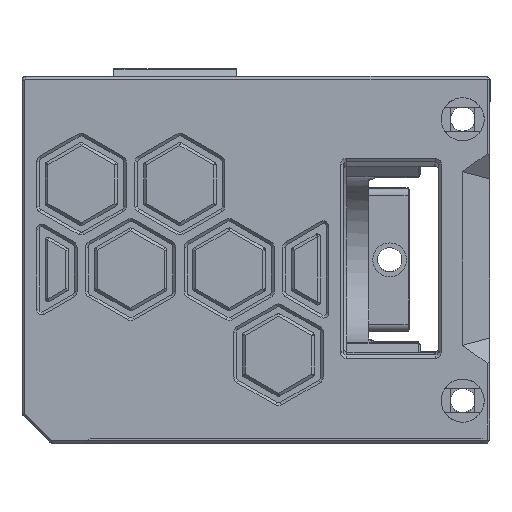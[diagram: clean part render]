
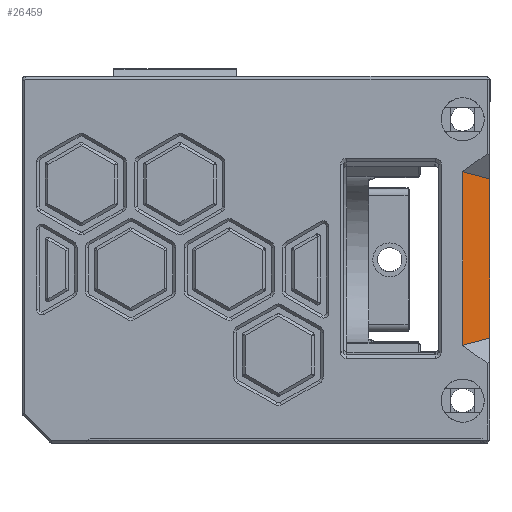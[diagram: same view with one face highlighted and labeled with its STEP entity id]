
A CAD part, left-side view. The second image highlights one B-rep face of the part: STEP entity #26459.
In plain terms, the highlighted face is planar.
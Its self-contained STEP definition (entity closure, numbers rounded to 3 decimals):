
#1080=LINE('',#38559,#3720);
#1086=LINE('',#38570,#3726);
#1092=LINE('',#38582,#3732);
#1427=LINE('',#40477,#4067);
#3720=VECTOR('',#30674,10.);
#3726=VECTOR('',#30682,10.);
#3732=VECTOR('',#30690,10.);
#4067=VECTOR('',#31681,10.);
#6384=PLANE('',#28303);
#7345=FACE_OUTER_BOUND('',#8959,.T.);
#8959=EDGE_LOOP('',(#19097,#19098,#19099,#19100));
#11548=VERTEX_POINT('',#38556);
#11549=VERTEX_POINT('',#38558);
#11553=VERTEX_POINT('',#38568);
#11558=VERTEX_POINT('',#38580);
#14055=EDGE_CURVE('',#11549,#11548,#1080,.T.);
#14061=EDGE_CURVE('',#11553,#11548,#1086,.T.);
#14067=EDGE_CURVE('',#11553,#11558,#1092,.T.);
#14623=EDGE_CURVE('',#11549,#11558,#1427,.T.);
#19097=ORIENTED_EDGE('',*,*,#14623,.F.);
#19098=ORIENTED_EDGE('',*,*,#14055,.T.);
#19099=ORIENTED_EDGE('',*,*,#14061,.F.);
#19100=ORIENTED_EDGE('',*,*,#14067,.T.);
#26459=ADVANCED_FACE('',(#7345),#6384,.T.);
#28303=AXIS2_PLACEMENT_3D('',#40476,#31679,#31680);
#30674=DIRECTION('',(0.,0.,-1.));
#30682=DIRECTION('',(-0.695,-0.695,0.184));
#30690=DIRECTION('',(0.,0.,1.));
#31679=DIRECTION('center_axis',(0.707,-0.707,0.));
#31680=DIRECTION('ref_axis',(0.,0.,
-1.));
#31681=DIRECTION('',(0.695,0.695,0.185));
#38556=CARTESIAN_POINT('',(121.159,47.059,144.302));
#38558=CARTESIAN_POINT('',(121.159,47.059,166.44));
#38559=CARTESIAN_POINT('',(121.159,47.059,155.857));
#38568=CARTESIAN_POINT('',(124.959,50.859,143.294));
#38570=CARTESIAN_POINT('',(122.383,48.283,143.977));
#38580=CARTESIAN_POINT('',(124.959,50.859,167.451));
#38582=CARTESIAN_POINT('',(124.959,50.859,145.069));
#40476=CARTESIAN_POINT('Origin',(122.859,48.759,156.088));
#40477=CARTESIAN_POINT('',(120.509,46.409,166.267));
